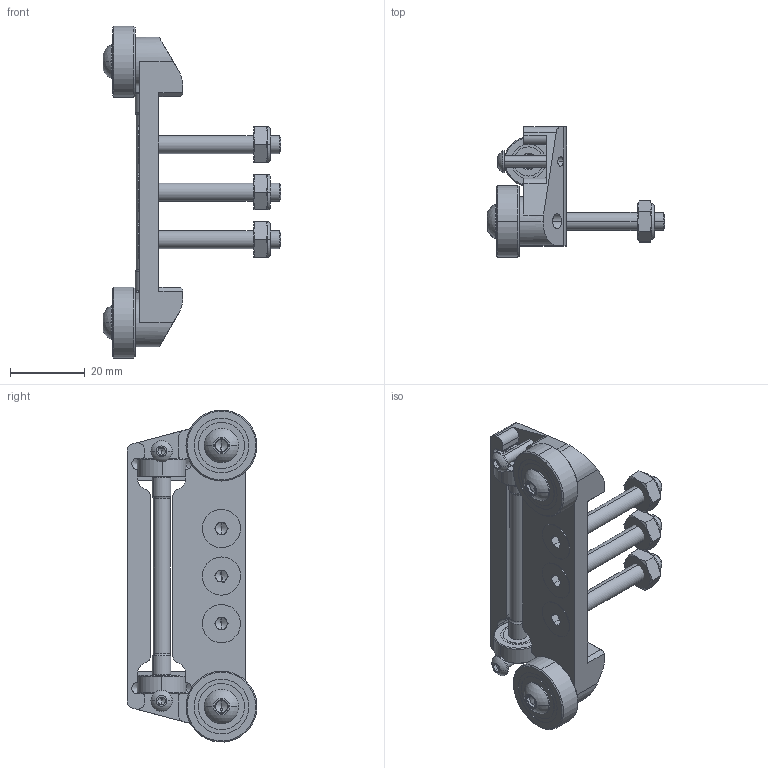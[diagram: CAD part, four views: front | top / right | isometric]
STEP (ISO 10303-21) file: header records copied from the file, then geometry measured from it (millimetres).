
FILE_DESCRIPTION (( 'STEP AP214' ), '1' );
FILE_NAME ('REV-21-2634-A01.STEP', '2024-11-13T14:43:39', ( '' ), ( '' ), 'SwSTEP 2.0', 'SolidWorks 2022', '' );
FILE_SCHEMA (( 'AUTOMOTIVE_DESIGN' ));
Length unit declared in the file: millimetre
Products named in the file (9): #10 Button Head Cap Screws_0.500 Long; Mid Tube Block Roller Pin; 698ZZ; 7804K103_Stainless Steel Ball Bearing_7804K103; socket button head cap screw_am_B18.3.4M - 3 x 0.5 x 12 SBHCS --N; socket countersunk head cap screw_ai_SCHCSCREW 0.19-32x1.5x0.875-HX-N; Mid tube bracket; REV-21-2634-A01; REV-29-1016
Assembly tree (16 placements, depth 2):
  REV-21-2634-A01
    Mid tube bracket
    698ZZ  x2
    7804K103_Stainless Steel Ball Bearing_7804K103  x2
    Mid Tube Block Roller Pin
    #10 Button Head Cap Screws_0.500 Long  x2
    socket countersunk head cap screw_ai_SCHCSCREW 0.19-32x1.5x0.875-HX-N  x3
    REV-29-1016  x3
    socket button head cap screw_am_B18.3.4M - 3 x 0.5 x 12 SBHCS --N  x2
Bounding box: 47.56 x 34.75 x 88.77 mm (x, y, z)
Volume: 21330.4 mm3; surface area: 19815.3 mm2
Topology: 79 solids, 79 shells, 685 faces, 1617 edges, 940 vertices
Faces by surface type: plane 211, cylinder 192, cone 140, bspline 60, sphere 56, torus 26
Entity records: 11818 total; most frequent: CARTESIAN_POINT 2420, DIRECTION 1871, ORIENTED_EDGE 1584, EDGE_CURVE 792, AXIS2_PLACEMENT_3D 759, VERTEX_POINT 502, EDGE_LOOP 420, CIRCLE 394
